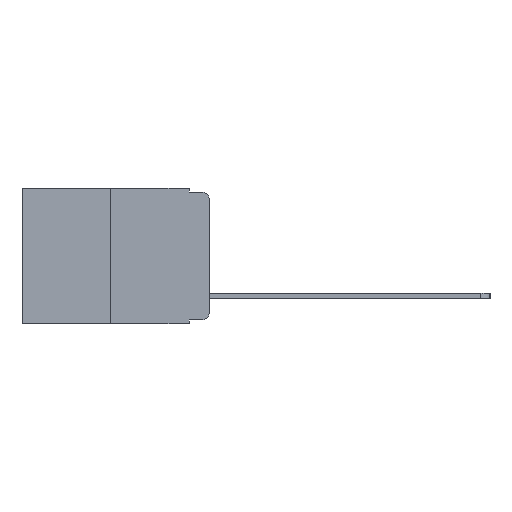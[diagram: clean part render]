
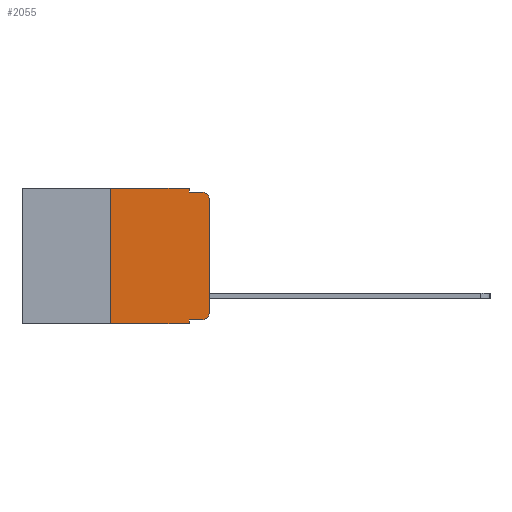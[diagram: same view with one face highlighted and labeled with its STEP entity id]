
A CAD part, left-side view. The second image highlights one B-rep face of the part: STEP entity #2055.
In plain terms, the highlighted planar face has unit normal (-1, 0, 0).
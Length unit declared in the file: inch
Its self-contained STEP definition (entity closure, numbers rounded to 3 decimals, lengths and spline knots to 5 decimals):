
#109 = EDGE_CURVE ( 'NONE', #8193, #9699, #11902, .T. ) ;
#123 = DIRECTION ( 'NONE',  ( 0., 0., -1. ) ) ;
#380 = EDGE_CURVE ( 'NONE', #9866, #13429, #2159, .T. ) ;
#388 = CARTESIAN_POINT ( 'NONE',  ( 0., 0.051, 0. ) ) ;
#515 = VERTEX_POINT ( 'NONE', #12518 ) ;
#649 = CARTESIAN_POINT ( 'NONE',  ( 0., 0.473, 0. ) ) ;
#981 = EDGE_CURVE ( 'NONE', #3174, #7490, #5788, .T. ) ;
#1027 = ORIENTED_EDGE ( 'NONE', *, *, #3155, .T. ) ;
#1177 = LINE ( 'NONE', #10678, #9726 ) ;
#1414 = DIRECTION ( 'NONE',  ( 0., -1., 0. ) ) ;
#1670 = DIRECTION ( 'NONE',  ( 1., 0., 0. ) ) ;
#1870 = EDGE_CURVE ( 'NONE', #6401, #9866, #3382, .T. ) ;
#2055 = ADVANCED_FACE ( 'NONE', ( #3925 ), #8652, .F. ) ;
#2159 = LINE ( 'NONE', #5621, #11365 ) ;
#2242 = LINE ( 'NONE', #11938, #14131 ) ;
#2719 = VECTOR ( 'NONE', #6654, 39.37008 ) ;
#2723 = DIRECTION ( 'NONE',  ( 0., 0., 1. ) ) ;
#2794 = AXIS2_PLACEMENT_3D ( 'NONE', #5798, #13804, #6988 ) ;
#3155 = EDGE_CURVE ( 'NONE', #8193, #515, #1177, .T. ) ;
#3159 = ORIENTED_EDGE ( 'NONE', *, *, #11605, .T. ) ;
#3174 = VERTEX_POINT ( 'NONE', #7298 ) ;
#3382 = LINE ( 'NONE', #8303, #4117 ) ;
#3410 = VECTOR ( 'NONE', #8857, 39.37008 ) ;
#3518 = EDGE_CURVE ( 'NONE', #515, #14222, #4615, .T. ) ;
#3925 = FACE_OUTER_BOUND ( 'NONE', #9105, .T. ) ;
#4031 = CARTESIAN_POINT ( 'NONE',  ( 0., 0.25, 0. ) ) ;
#4117 = VECTOR ( 'NONE', #123, 39.37008 ) ;
#4324 = LINE ( 'NONE', #649, #12416 ) ;
#4392 = LINE ( 'NONE', #5915, #7527 ) ;
#4615 = CIRCLE ( 'NONE', #2794, 0.02 ) ;
#4732 = CARTESIAN_POINT ( 'NONE',  ( 0., 0.02, -0.03 ) ) ;
#5135 = ORIENTED_EDGE ( 'NONE', *, *, #109, .F. ) ;
#5413 = EDGE_CURVE ( 'NONE', #3174, #9699, #4392, .T. ) ;
#5621 = CARTESIAN_POINT ( 'NONE',  ( 0., 0.051, -0.01 ) ) ;
#5788 = LINE ( 'NONE', #4031, #3410 ) ;
#5798 = CARTESIAN_POINT ( 'NONE',  ( 0., 0.02, -0.313 ) ) ;
#5894 = ORIENTED_EDGE ( 'NONE', *, *, #10179, .T. ) ;
#5915 = CARTESIAN_POINT ( 'NONE',  ( 0., 0.473, -0.343 ) ) ;
#5926 = DIRECTION ( 'NONE',  ( 0., 0., -1. ) ) ;
#6042 = DIRECTION ( 'NONE',  ( 0., -1., 0. ) ) ;
#6334 = CARTESIAN_POINT ( 'NONE',  ( 0., 0., -0.03 ) ) ;
#6401 = VERTEX_POINT ( 'NONE', #11784 ) ;
#6581 = AXIS2_PLACEMENT_3D ( 'NONE', #13137, #1670, #9780 ) ;
#6654 = DIRECTION ( 'NONE',  ( 0., 0., -1. ) ) ;
#6789 = CARTESIAN_POINT ( 'NONE',  ( 0., 0., -0.313 ) ) ;
#6988 = DIRECTION ( 'NONE',  ( 0., 0., -1. ) ) ;
#7030 = AXIS2_PLACEMENT_3D ( 'NONE', #4732, #12772, #5926 ) ;
#7103 = ORIENTED_EDGE ( 'NONE', *, *, #5413, .T. ) ;
#7141 = ORIENTED_EDGE ( 'NONE', *, *, #981, .F. ) ;
#7255 = EDGE_CURVE ( 'NONE', #7490, #6401, #4324, .T. ) ;
#7298 = CARTESIAN_POINT ( 'NONE',  ( 0., 0.25, -0.343 ) ) ;
#7381 = ORIENTED_EDGE ( 'NONE', *, *, #380, .F. ) ;
#7490 = VERTEX_POINT ( 'NONE', #14882 ) ;
#7527 = VECTOR ( 'NONE', #13921, 39.37008 ) ;
#7743 = ORIENTED_EDGE ( 'NONE', *, *, #1870, .F. ) ;
#8193 = VERTEX_POINT ( 'NONE', #10605 ) ;
#8303 = CARTESIAN_POINT ( 'NONE',  ( 0., 0.051, 0. ) ) ;
#8652 = PLANE ( 'NONE',  #6581 ) ;
#8843 = CARTESIAN_POINT ( 'NONE',  ( 0., 0.051, -0.343 ) ) ;
#8857 = DIRECTION ( 'NONE',  ( 0., 0., 1. ) ) ;
#9105 = EDGE_LOOP ( 'NONE', ( #5894, #3159, #7381, #7743, #9897, #7141, #7103, #5135, #1027, #12212 ) ) ;
#9327 = CARTESIAN_POINT ( 'NONE',  ( 0., 0.02, -0.01 ) ) ;
#9699 = VERTEX_POINT ( 'NONE', #8843 ) ;
#9726 = VECTOR ( 'NONE', #1414, 39.37008 ) ;
#9780 = DIRECTION ( 'NONE',  ( 0., 0., -1. ) ) ;
#9866 = VERTEX_POINT ( 'NONE', #11400 ) ;
#9897 = ORIENTED_EDGE ( 'NONE', *, *, #7255, .F. ) ;
#10179 = EDGE_CURVE ( 'NONE', #14222, #13719, #2242, .T. ) ;
#10605 = CARTESIAN_POINT ( 'NONE',  ( 0., 0.051, -0.333 ) ) ;
#10678 = CARTESIAN_POINT ( 'NONE',  ( 0., 0.051, -0.333 ) ) ;
#11077 = DIRECTION ( 'NONE',  ( 0., -1., 0. ) ) ;
#11365 = VECTOR ( 'NONE', #6042, 39.37008 ) ;
#11400 = CARTESIAN_POINT ( 'NONE',  ( 0., 0.051, -0.01 ) ) ;
#11605 = EDGE_CURVE ( 'NONE', #13719, #13429, #12634, .T. ) ;
#11784 = CARTESIAN_POINT ( 'NONE',  ( 0., 0.051, 0. ) ) ;
#11902 = LINE ( 'NONE', #388, #2719 ) ;
#11938 = CARTESIAN_POINT ( 'NONE',  ( 0., 0., 0. ) ) ;
#12212 = ORIENTED_EDGE ( 'NONE', *, *, #3518, .T. ) ;
#12416 = VECTOR ( 'NONE', #11077, 39.37008 ) ;
#12518 = CARTESIAN_POINT ( 'NONE',  ( 0., 0.02, -0.333 ) ) ;
#12634 = CIRCLE ( 'NONE', #7030, 0.02 ) ;
#12772 = DIRECTION ( 'NONE',  ( -1., 0., 0. ) ) ;
#13137 = CARTESIAN_POINT ( 'NONE',  ( 0., 0.473, 0. ) ) ;
#13429 = VERTEX_POINT ( 'NONE', #9327 ) ;
#13719 = VERTEX_POINT ( 'NONE', #6334 ) ;
#13804 = DIRECTION ( 'NONE',  ( -1., 0., 0. ) ) ;
#13921 = DIRECTION ( 'NONE',  ( 0., -1., 0. ) ) ;
#14131 = VECTOR ( 'NONE', #2723, 39.37008 ) ;
#14222 = VERTEX_POINT ( 'NONE', #6789 ) ;
#14882 = CARTESIAN_POINT ( 'NONE',  ( 0., 0.25, 0. ) ) ;
